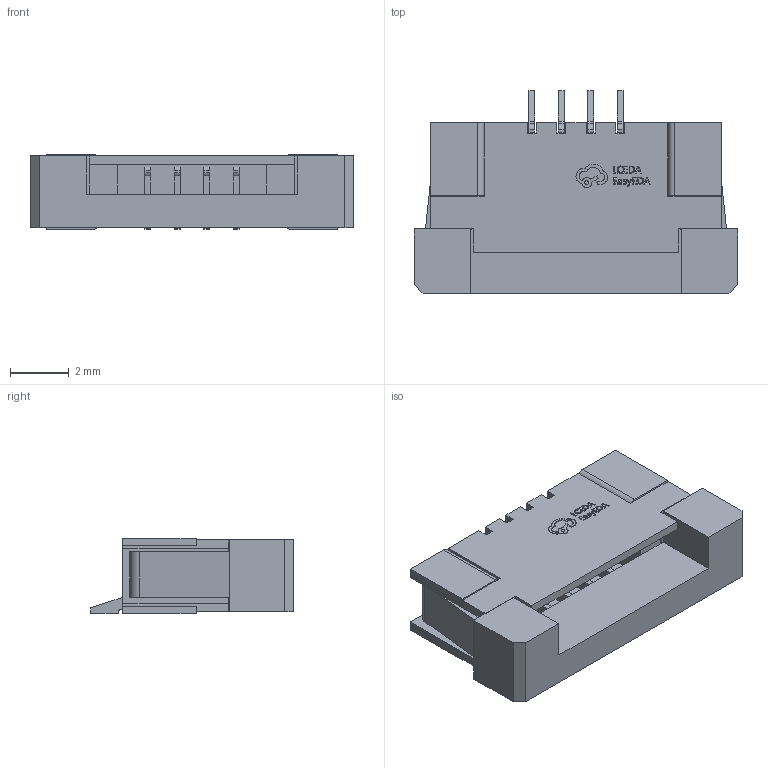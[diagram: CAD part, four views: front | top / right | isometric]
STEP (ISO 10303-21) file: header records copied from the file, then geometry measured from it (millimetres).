
FILE_DESCRIPTION (( 'STEP AP214' ), '1' );
FILE_NAME ('FPC-SMD_4P-P1.00_1157-04AU.STEP', '2022-08-01T12:15:43', ( '微软用户' ), ( '微软中国' ), 'SwSTEP 2.0', 'SolidWorks 2020', '' );
FILE_SCHEMA (( 'AUTOMOTIVE_DESIGN' ));
Length unit declared in the file: millimetre
Products named in the file (1): FPC-SMD_4P-P1.00_1157-04AU
Bounding box: 11 x 6.9 x 2.54 mm (x, y, z)
Volume: 103.7 mm3; surface area: 440.6 mm2
Topology: 7 solids, 7 shells, 476 faces, 1323 edges, 880 vertices
Faces by surface type: plane 342, bspline 98, cylinder 36
Entity records: 20905 total; most frequent: CARTESIAN_POINT 3986, ORIENTED_EDGE 2646, DIRECTION 1953, EDGE_CURVE 1323, LINE 1051, VECTOR 1051, VERTEX_POINT 880, EDGE_LOOP 505
